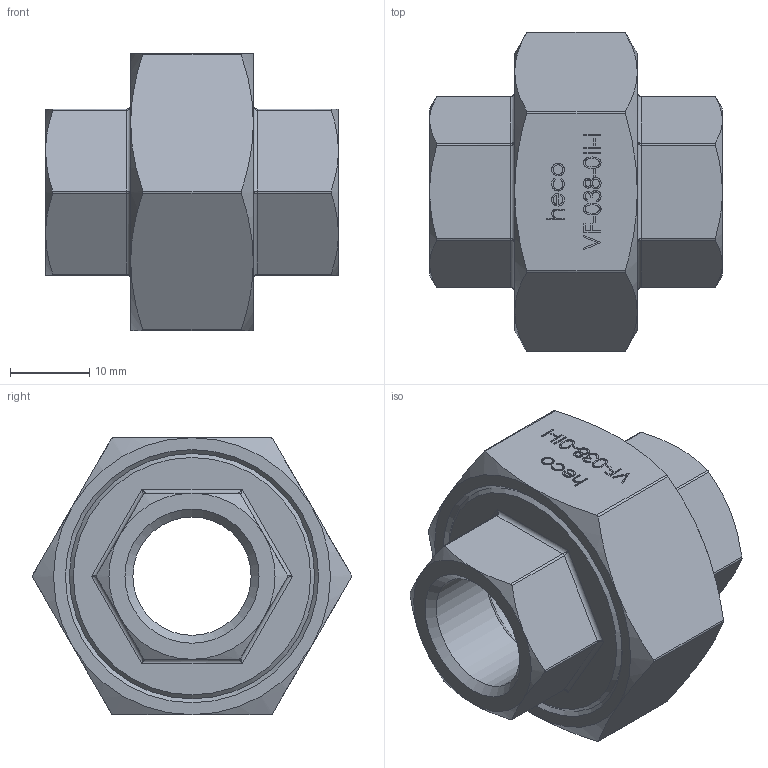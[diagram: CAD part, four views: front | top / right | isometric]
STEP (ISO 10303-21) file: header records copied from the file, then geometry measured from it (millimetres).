
FILE_DESCRIPTION (( 'STEP AP214' ), '1' );
FILE_NAME ('heco_VF-038-0II-I.STEP', '2016-07-07T07:37:56', ( '' ), ( '' ), 'SwSTEP 2.0', 'SolidWorks 2011', '' );
FILE_SCHEMA (( 'AUTOMOTIVE_DESIGN' ));
Length unit declared in the file: millimetre
Products named in the file (1): heco_VF-038-0II-I
Bounding box: 37 x 40.32 x 35.05 mm (x, y, z)
Volume: 16543.8 mm3; surface area: 7146 mm2
Topology: 1 solids, 1 shells, 269 faces, 660 edges, 411 vertices
Faces by surface type: plane 107, bspline 96, cylinder 36, cone 30
Full cylindrical faces by diameter (mm): 14.95 x2, 18.4 x1, 29 x1, 30.4 x1, 31 x1
Entity records: 14439 total; most frequent: CARTESIAN_POINT 7321, ORIENTED_EDGE 1268, DIRECTION 749, EDGE_CURVE 634, VERTEX_POINT 409, LINE 315, VECTOR 315, EDGE_LOOP 313
